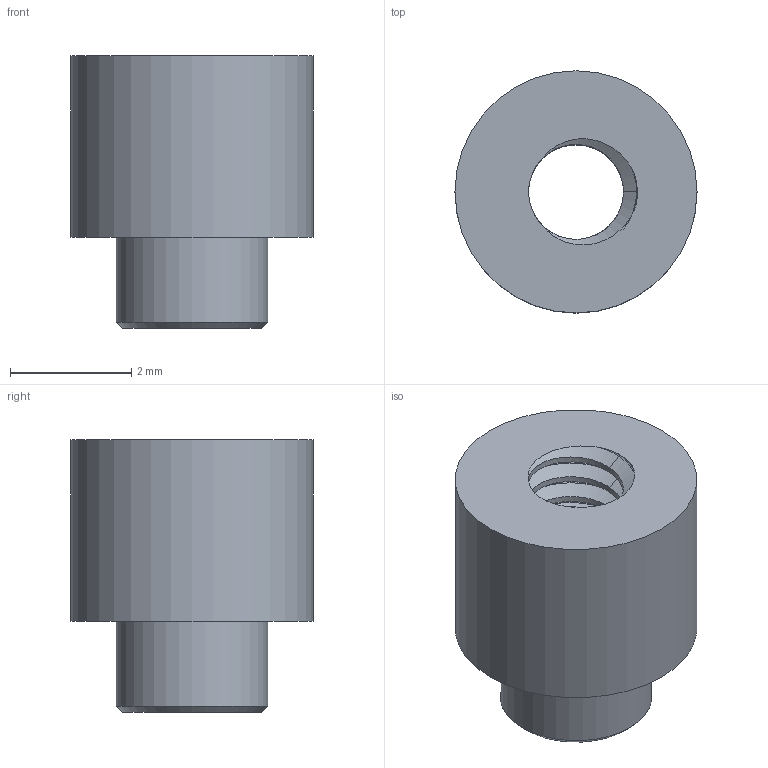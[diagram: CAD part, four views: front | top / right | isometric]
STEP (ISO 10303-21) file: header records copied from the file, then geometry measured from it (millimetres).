
FILE_DESCRIPTION(('FreeCAD Model'),'2;1');
FILE_NAME('Open CASCADE Shape Model','2024-04-04T21:13:42',(''),(''), 'Open CASCADE STEP processor 7.6','FreeCAD','Unknown');
FILE_SCHEMA(('AUTOMOTIVE_DESIGN { 1 0 10303 214 1 1 1 1 }'));
Length unit declared in the file: millimetre
Products named in the file (1): Cut
Bounding box: 4 x 4 x 4.5 mm (x, y, z)
Volume: 34 mm3; surface area: 110.7 mm2
Topology: 1 solids, 1 shells, 56 faces, 113 edges, 60 vertices
Faces by surface type: bspline 38, cylinder 14, plane 3, cone 1
Full cylindrical faces by diameter (mm): 1.567 x10, 2.5 x1, 4 x1
Entity records: 10807 total; most frequent: CARTESIAN_POINT 8985, ORIENTED_EDGE 226, PCURVE 226, DEFINITIONAL_REPRESENTATION 226, B_SPLINE_CURVE_WITH_KNOTS 194, DIRECTION 164, EDGE_CURVE 113, SURFACE_CURVE 110
